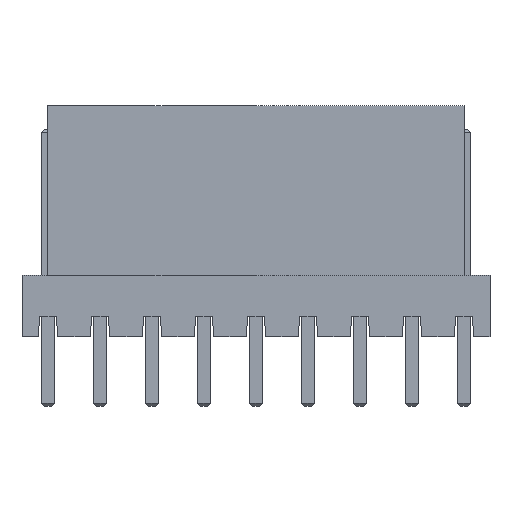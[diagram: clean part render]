
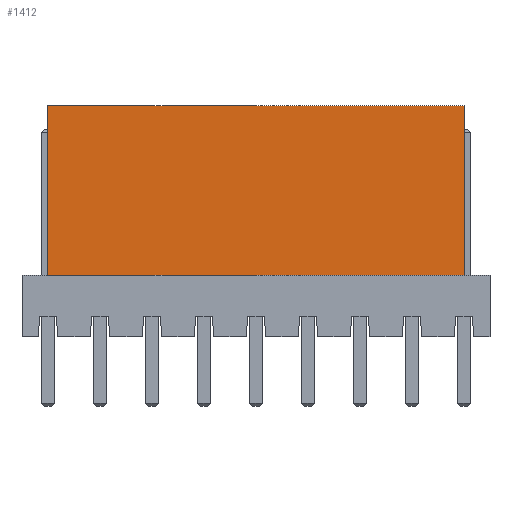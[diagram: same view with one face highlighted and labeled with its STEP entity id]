
A CAD part, front view. The second image highlights one B-rep face of the part: STEP entity #1412.
In plain terms, the highlighted planar face has unit normal (0, -1, 0).
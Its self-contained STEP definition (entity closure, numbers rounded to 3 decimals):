
#1373=CARTESIAN_POINT('',(-10.16,-2.4,3.));
#1374=DIRECTION('',(0.,1.,0.));
#1375=DIRECTION('',(0.,-0.,1.));
#1376=AXIS2_PLACEMENT_3D('',#1373,#1374,#1375);
#1377=PLANE('',#1376);
#1378=CARTESIAN_POINT('',(10.16,-2.4,3.));
#1379=VERTEX_POINT('',#1378);
#1380=CARTESIAN_POINT('',(10.16,-2.4,11.3));
#1381=VERTEX_POINT('',#1380);
#1382=CARTESIAN_POINT('',(10.16,-2.4,3.));
#1383=DIRECTION('',(0.,-0.,1.));
#1384=VECTOR('',#1383,8.3);
#1385=LINE('',#1382,#1384);
#1386=EDGE_CURVE('',#1379,#1381,#1385,.T.);
#1387=ORIENTED_EDGE('',*,*,#1386,.T.);
#1388=CARTESIAN_POINT('',(-10.16,-2.4,11.3));
#1389=VERTEX_POINT('',#1388);
#1390=CARTESIAN_POINT('',(-10.16,-2.4,11.3));
#1391=DIRECTION('',(1.,0.,-0.));
#1392=VECTOR('',#1391,20.32);
#1393=LINE('',#1390,#1392);
#1394=EDGE_CURVE('',#1389,#1381,#1393,.T.);
#1395=ORIENTED_EDGE('',*,*,#1394,.F.);
#1396=CARTESIAN_POINT('',(-10.16,-2.4,3.));
#1397=VERTEX_POINT('',#1396);
#1398=CARTESIAN_POINT('',(-10.16,-2.4,3.));
#1399=DIRECTION('',(0.,-0.,1.));
#1400=VECTOR('',#1399,8.3);
#1401=LINE('',#1398,#1400);
#1402=EDGE_CURVE('',#1397,#1389,#1401,.T.);
#1403=ORIENTED_EDGE('',*,*,#1402,.F.);
#1404=CARTESIAN_POINT('',(-10.16,-2.4,3.));
#1405=DIRECTION('',(1.,0.,-0.));
#1406=VECTOR('',#1405,20.32);
#1407=LINE('',#1404,#1406);
#1408=EDGE_CURVE('',#1397,#1379,#1407,.T.);
#1409=ORIENTED_EDGE('',*,*,#1408,.T.);
#1410=EDGE_LOOP('',(#1387,#1395,#1403,#1409));
#1411=FACE_BOUND('',#1410,.T.);
#1412=ADVANCED_FACE('',(#1411),#1377,.F.);
